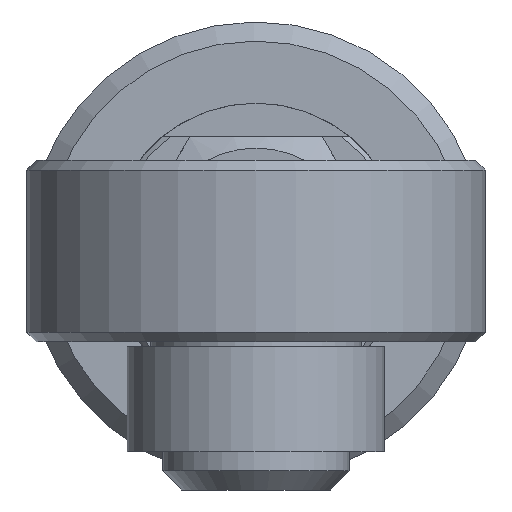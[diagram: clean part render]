
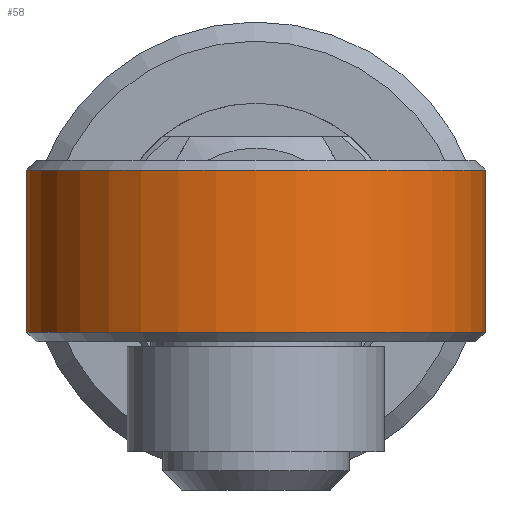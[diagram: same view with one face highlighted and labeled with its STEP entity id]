
A CAD part, front view. The second image highlights one B-rep face of the part: STEP entity #58.
In plain terms, the highlighted cylindrical face has radius 24 mm (diameter 48 mm), a full revolution.
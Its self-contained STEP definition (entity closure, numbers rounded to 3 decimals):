
#58=ADVANCED_FACE('',(#115,#117,#119),#121,.T.);
#115=FACE_OUTER_BOUND('',#116,.T.);
#116=EDGE_LOOP('',(#584));
#117=FACE_OUTER_BOUND('',#118,.T.);
#118=EDGE_LOOP('',(#585));
#119=FACE_BOUND('',#120,.T.);
#120=EDGE_LOOP('',(#586));
#121=CYLINDRICAL_SURFACE('',#122,24.);
#122=AXIS2_PLACEMENT_3D('',#123,#124,#125);
#123=CARTESIAN_POINT('',(0.,0.,0.));
#124=DIRECTION('',(0.,0.,-1.));
#125=DIRECTION('',(0.,-1.,0.));
#584=ORIENTED_EDGE('',*,*,#991,.T.);
#585=ORIENTED_EDGE('',*,*,#992,.F.);
#586=ORIENTED_EDGE('',*,*,#993,.F.);
#991=EDGE_CURVE('',#1128,#1128,#1129,.T.);
#992=EDGE_CURVE('',#1130,#1130,#1131,.T.);
#993=EDGE_CURVE('',#1132,#1132,#1133,.T.);
#1128=VERTEX_POINT('',#1297);
#1129=CIRCLE('',#1298,24.);
#1130=VERTEX_POINT('',#1302);
#1131=CIRCLE('',#1303,24.);
#1132=VERTEX_POINT('',#1307);
#1133=B_SPLINE_CURVE_WITH_KNOTS('',3,
(#1308,#1309,#1310,#1311,#1312,#1313,#1314,#1315,#1316,#1317,#1318,#1319,#1320,#1321,
#1322,#1323,#1324,#1325,#1326,#1327,#1328,#1329,#1330,#1331,#1332,#1333,#1334,#1335,
#1336,#1337,#1338,#1339,#1340,#1341,#1342,#1343,#1344,#1345,#1346),
.UNSPECIFIED.,.T.,.F.,
(4,1,1,1,1,1,1,1,1,1,1,1,1,1,1,1,1,1,1,1,1,1,1,1,1,1,1,1,1,1,1,1,1,1,1,1,4),
(0.,0.018,0.038,0.067,0.1,0.133,
0.167,0.193,0.22,0.237,0.257,
0.277,0.3,0.32,0.34,0.367,
0.4,0.44,0.48,0.52,0.56,
0.6,0.633,0.667,0.693,0.72,
0.737,0.757,0.777,0.8,0.82,
0.84,0.867,0.9,0.94,0.973,
1.),
.UNSPECIFIED.);
#1297=CARTESIAN_POINT('',(0.,-24.,-1.));
#1298=AXIS2_PLACEMENT_3D('',#1299,#1300,#1301);
#1299=CARTESIAN_POINT('',(0.,0.,-1.));
#1300=DIRECTION('',(0.,0.,-1.));
#1301=DIRECTION('',(0.,-1.,0.));
#1302=CARTESIAN_POINT('',(0.,-24.,-18.));
#1303=AXIS2_PLACEMENT_3D('',#1304,#1305,#1306);
#1304=CARTESIAN_POINT('',(0.,0.,-18.));
#1305=DIRECTION('',(0.,0.,-1.));
#1306=DIRECTION('',(0.,-1.,0.));
#1307=CARTESIAN_POINT('',(0.5,23.995,-9.5));
#1308=CARTESIAN_POINT('',(0.5,23.995,-9.5));
#1309=CARTESIAN_POINT('',(0.5,23.995,-9.518));
#1310=CARTESIAN_POINT('',(0.498,23.995,-9.558));
#1311=CARTESIAN_POINT('',(0.486,23.995,-9.627));
#1312=CARTESIAN_POINT('',(0.458,23.996,-9.709));
#1313=CARTESIAN_POINT('',(0.407,23.997,-9.796));
#1314=CARTESIAN_POINT('',(0.337,23.998,-9.874));
#1315=CARTESIAN_POINT('',(0.257,23.999,-9.932));
#1316=CARTESIAN_POINT('',(0.175,23.999,-9.971));
#1317=CARTESIAN_POINT('',(0.104,24.,-9.991));
#1318=CARTESIAN_POINT('',(0.038,24.,-10.));
#1319=CARTESIAN_POINT('',(-0.021,24.,-10.001));
#1320=CARTESIAN_POINT('',(-0.087,24.,-9.994));
#1321=CARTESIAN_POINT('',(-0.152,24.,-9.978));
#1322=CARTESIAN_POINT('',(-0.214,23.999,-9.954));
#1323=CARTESIAN_POINT('',(-0.275,23.998,-9.92));
#1324=CARTESIAN_POINT('',(-0.342,23.998,-9.869));
#1325=CARTESIAN_POINT('',(-0.412,23.996,-9.791));
#1326=CARTESIAN_POINT('',(-0.47,23.995,-9.686));
#1327=CARTESIAN_POINT('',(-0.501,23.995,-9.563));
#1328=CARTESIAN_POINT('',(-0.501,23.995,-9.437));
#1329=CARTESIAN_POINT('',(-0.47,23.995,-9.314));
#1330=CARTESIAN_POINT('',(-0.412,23.996,-9.209));
#1331=CARTESIAN_POINT('',(-0.337,23.998,-9.126));
#1332=CARTESIAN_POINT('',(-0.258,23.999,-9.068));
#1333=CARTESIAN_POINT('',(-0.175,23.999,-9.029));
#1334=CARTESIAN_POINT('',(-0.104,24.,-9.009));
#1335=CARTESIAN_POINT('',(-0.039,24.,-9.));
#1336=CARTESIAN_POINT('',(0.021,24.,-8.999));
#1337=CARTESIAN_POINT('',(0.087,24.,-9.006));
#1338=CARTESIAN_POINT('',(0.152,24.,-9.022));
#1339=CARTESIAN_POINT('',(0.213,23.999,-9.046));
#1340=CARTESIAN_POINT('',(0.275,23.998,-9.08));
#1341=CARTESIAN_POINT('',(0.342,23.998,-9.131));
#1342=CARTESIAN_POINT('',(0.412,23.996,-9.209));
#1343=CARTESIAN_POINT('',(0.466,23.995,-9.308));
#1344=CARTESIAN_POINT('',(0.495,23.995,-9.409));
#1345=CARTESIAN_POINT('',(0.5,23.995,-9.472));
#1346=CARTESIAN_POINT('',(0.5,23.995,-9.5));
